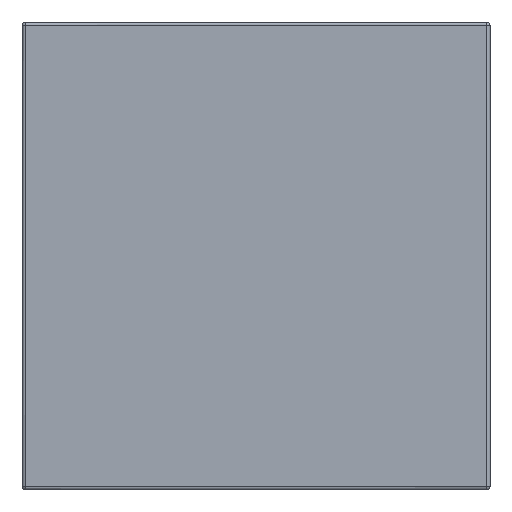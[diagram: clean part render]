
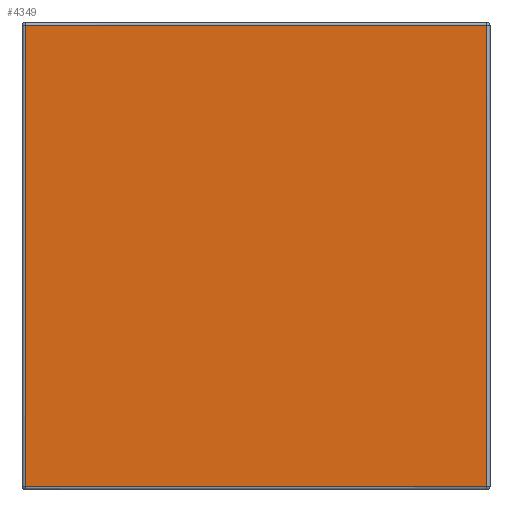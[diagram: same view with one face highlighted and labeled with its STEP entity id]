
A CAD part, front view. The second image highlights one B-rep face of the part: STEP entity #4349.
In plain terms, the highlighted free-form (B-spline) face has degree [1, 1] with [2, 2] control points.
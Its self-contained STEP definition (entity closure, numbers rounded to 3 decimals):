
#3698 = VERTEX_POINT('',#3699);
#3699 = CARTESIAN_POINT('',(18.139,0.,18.139));
#3741 = VERTEX_POINT('',#3742);
#3742 = CARTESIAN_POINT('',(18.139,0.,-18.139));
#3804 = VERTEX_POINT('',#3805);
#3805 = CARTESIAN_POINT('',(-18.139,0.,18.139));
#3908 = VERTEX_POINT('',#3909);
#3909 = CARTESIAN_POINT('',(-18.139,0.,-18.139));
#3951 = EDGE_CURVE('',#3741,#3908,#3952,.T.);
#3952 = B_SPLINE_CURVE_WITH_KNOTS('',1,(#3953,#3954),.UNSPECIFIED.,.F.,
  .F.,(2,2),(-0.68,2.08),.PIECEWISE_BEZIER_KNOTS.);
#3953 = CARTESIAN_POINT('',(18.139,0.,-18.139));
#3954 = CARTESIAN_POINT('',(-18.139,0.,-18.139));
#3973 = EDGE_CURVE('',#3908,#3804,#3974,.T.);
#3974 = B_SPLINE_CURVE_WITH_KNOTS('',1,(#3975,#3976),.UNSPECIFIED.,.F.,
  .F.,(2,2),(-0.68,2.08),.PIECEWISE_BEZIER_KNOTS.);
#3975 = CARTESIAN_POINT('',(-18.139,0.,-18.139));
#3976 = CARTESIAN_POINT('',(-18.139,0.,18.139));
#4310 = EDGE_CURVE('',#3804,#3698,#4311,.T.);
#4311 = B_SPLINE_CURVE_WITH_KNOTS('',1,(#4312,#4313),.UNSPECIFIED.,.F.,
  .F.,(2,2),(-0.68,2.08),.PIECEWISE_BEZIER_KNOTS.);
#4312 = CARTESIAN_POINT('',(-18.139,0.,18.139));
#4313 = CARTESIAN_POINT('',(18.139,0.,18.139));
#4332 = EDGE_CURVE('',#3698,#3741,#4333,.T.);
#4333 = B_SPLINE_CURVE_WITH_KNOTS('',1,(#4334,#4335),.UNSPECIFIED.,.F.,
  .F.,(2,2),(-0.68,2.08),.PIECEWISE_BEZIER_KNOTS.);
#4334 = CARTESIAN_POINT('',(18.139,0.,18.139));
#4335 = CARTESIAN_POINT('',(18.139,0.,-18.139));
#4349 = ADVANCED_FACE('',(#4350),#4356,.T.);
#4350 = FACE_BOUND('',#4351,.T.);
#4351 = EDGE_LOOP('',(#4352,#4353,#4354,#4355));
#4352 = ORIENTED_EDGE('',*,*,#3951,.F.);
#4353 = ORIENTED_EDGE('',*,*,#4332,.F.);
#4354 = ORIENTED_EDGE('',*,*,#4310,.F.);
#4355 = ORIENTED_EDGE('',*,*,#3973,.F.);
#4356 = B_SPLINE_SURFACE_WITH_KNOTS('',1,1,(
    (#4357,#4358)
    ,(#4359,#4360
    )),.UNSPECIFIED.,.F.,.F.,.F.,(2,2),(2,2),(-1.381,
    1.381),(-1.381,1.381),.PIECEWISE_BEZIER_KNOTS.);
#4357 = CARTESIAN_POINT('',(18.152,0.,18.152));
#4358 = CARTESIAN_POINT('',(18.152,0.,-18.152));
#4359 = CARTESIAN_POINT('',(-18.152,0.,18.152));
#4360 = CARTESIAN_POINT('',(-18.152,0.,-18.152));
